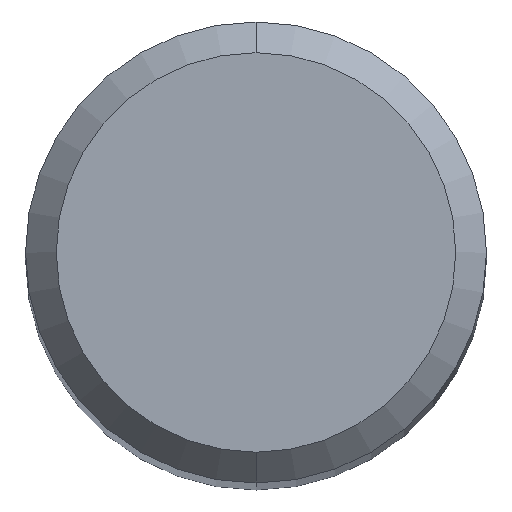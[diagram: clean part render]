
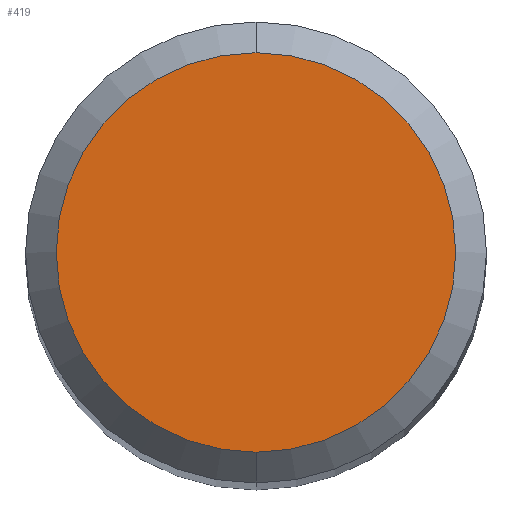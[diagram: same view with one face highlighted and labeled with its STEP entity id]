
A CAD part, top view. The second image highlights one B-rep face of the part: STEP entity #419.
In plain terms, the highlighted planar face has unit normal (0, 0, 1).
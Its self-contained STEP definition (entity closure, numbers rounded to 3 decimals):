
#213=EDGE_CURVE('',#331,#365,#523,.T.);
#331=VERTEX_POINT('',#651);
#365=VERTEX_POINT('',#688);
#419=ADVANCED_FACE('',(#744),#745,.T.);
#435=EDGE_CURVE('',#365,#331,#764,.T.);
#523=CIRCLE('',#874,2.6);
#651=CARTESIAN_POINT('',(0.,-2.6,0.0));
#688=CARTESIAN_POINT('',(0.0,2.6,0.0));
#744=FACE_OUTER_BOUND('',#1348,.T.);
#745=PLANE('',#1349);
#764=CIRCLE('',#1398,2.6);
#874=AXIS2_PLACEMENT_3D('',#1481,#1482,#1483);
#1348=EDGE_LOOP('',(#1685,#1686));
#1349=AXIS2_PLACEMENT_3D('',#1687,#1688,#1689);
#1398=AXIS2_PLACEMENT_3D('',#1719,#1720,#1721);
#1481=CARTESIAN_POINT('',(0.0,0.0,0.0));
#1482=DIRECTION('',(0.0,0.0,-1.0));
#1483=DIRECTION('',(0.0,1.0,0.0));
#1685=ORIENTED_EDGE('',*,*,#435,.F.);
#1686=ORIENTED_EDGE('',*,*,#213,.F.);
#1687=CARTESIAN_POINT('',(0.0,1.3,0.0));
#1688=DIRECTION('',(-0.0,0.0,1.0));
#1689=DIRECTION('',(0.0,-1.0,0.0));
#1719=CARTESIAN_POINT('',(0.0,0.0,0.0));
#1720=DIRECTION('',(0.0,0.0,-1.0));
#1721=DIRECTION('',(0.0,1.0,0.0));
